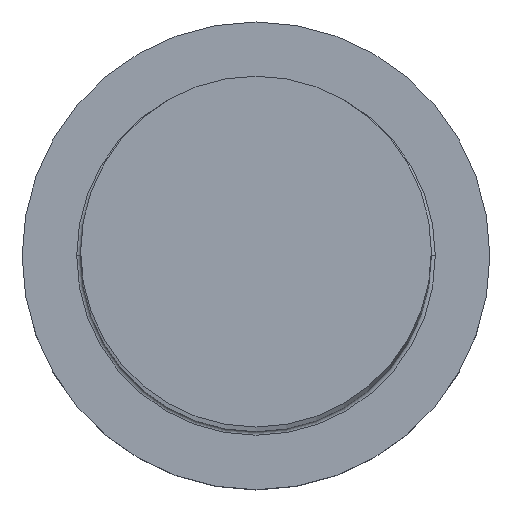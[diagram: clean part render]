
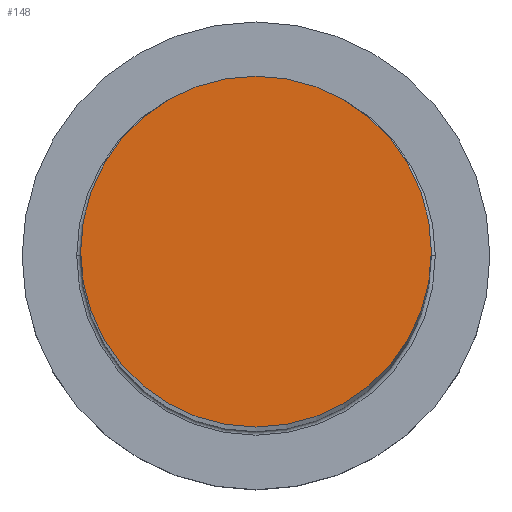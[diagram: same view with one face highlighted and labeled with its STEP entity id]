
A CAD part, top view. The second image highlights one B-rep face of the part: STEP entity #148.
In plain terms, the highlighted planar face has unit normal (0, 0, 1).
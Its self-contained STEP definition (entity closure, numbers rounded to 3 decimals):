
#5 = CARTESIAN_POINT ( 'NONE',  ( 0., 0., 132. ) ) ;
#12 = FACE_OUTER_BOUND ( 'NONE', #165, .T. ) ;
#15 = VERTEX_POINT ( 'NONE', #134 ) ;
#21 = ORIENTED_EDGE ( 'NONE', *, *, #105, .T. ) ;
#51 = EDGE_CURVE ( 'NONE', #15, #274, #73, .T. ) ;
#52 = CARTESIAN_POINT ( 'NONE',  ( 0., 0., 132. ) ) ;
#68 = AXIS2_PLACEMENT_3D ( 'NONE', #52, #189, #259 ) ;
#73 = CIRCLE ( 'NONE', #242, 9. ) ;
#104 = CARTESIAN_POINT ( 'NONE',  ( -9., 0., 132. ) ) ;
#105 = EDGE_CURVE ( 'NONE', #274, #15, #110, .T. ) ;
#110 = CIRCLE ( 'NONE', #262, 9. ) ;
#134 = CARTESIAN_POINT ( 'NONE',  ( 9., 0., 132. ) ) ;
#148 = ADVANCED_FACE ( 'NONE', ( #12 ), #287, .T. ) ;
#165 = EDGE_LOOP ( 'NONE', ( #21, #304 ) ) ;
#171 = DIRECTION ( 'NONE',  ( 1., 0., 0. ) ) ;
#189 = DIRECTION ( 'NONE',  ( 0., 0., 1. ) ) ;
#215 = CARTESIAN_POINT ( 'NONE',  ( 0., 0., 132. ) ) ;
#230 = DIRECTION ( 'NONE',  ( 0., 0., 1. ) ) ;
#242 = AXIS2_PLACEMENT_3D ( 'NONE', #5, #230, #254 ) ;
#254 = DIRECTION ( 'NONE',  ( 1., 0., 0. ) ) ;
#259 = DIRECTION ( 'NONE',  ( 1., 0., 0. ) ) ;
#262 = AXIS2_PLACEMENT_3D ( 'NONE', #215, #293, #171 ) ;
#274 = VERTEX_POINT ( 'NONE', #104 ) ;
#287 = PLANE ( 'NONE',  #68 ) ;
#293 = DIRECTION ( 'NONE',  ( 0., 0., 1. ) ) ;
#304 = ORIENTED_EDGE ( 'NONE', *, *, #51, .T. ) ;
